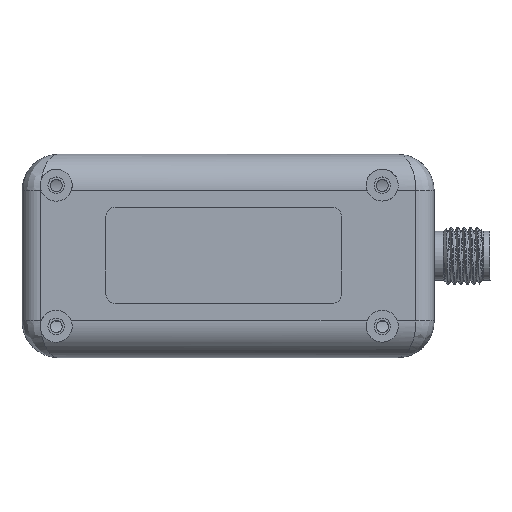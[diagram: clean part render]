
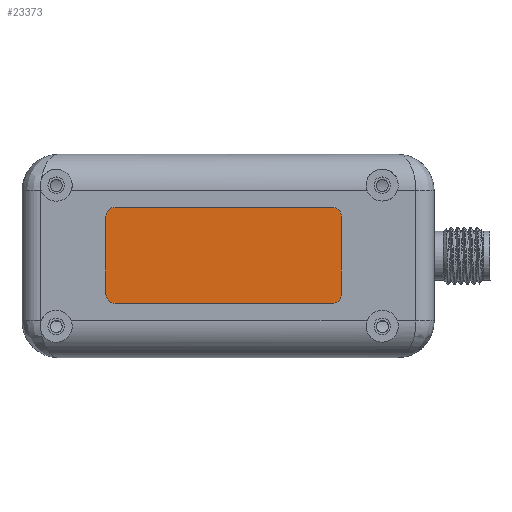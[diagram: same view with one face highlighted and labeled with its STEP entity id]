
A CAD part, top view. The second image highlights one B-rep face of the part: STEP entity #23373.
In plain terms, the highlighted planar face has unit normal (0, 0, 1).
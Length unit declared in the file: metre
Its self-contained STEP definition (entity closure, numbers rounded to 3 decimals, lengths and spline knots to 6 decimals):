
#23373 = ADVANCED_FACE( '', ( #48616 ), #48617, .T. );
#48616 = FACE_OUTER_BOUND( '', #80965, .T. );
#48617 = PLANE( '', #80966 );
#80965 = EDGE_LOOP( '', ( #124381, #124382, #124383, #124384, #124385, #124386, #124387, #124388 ) );
#80966 = AXIS2_PLACEMENT_3D( '', #124389, #124390, #124391 );
#124381 = ORIENTED_EDGE( '', *, *, #163540, .F. );
#124382 = ORIENTED_EDGE( '', *, *, #163541, .T. );
#124383 = ORIENTED_EDGE( '', *, *, #163542, .F. );
#124384 = ORIENTED_EDGE( '', *, *, #160874, .T. );
#124385 = ORIENTED_EDGE( '', *, *, #163543, .T. );
#124386 = ORIENTED_EDGE( '', *, *, #160371, .T. );
#124387 = ORIENTED_EDGE( '', *, *, #162357, .T. );
#124388 = ORIENTED_EDGE( '', *, *, #163544, .T. );
#124389 = CARTESIAN_POINT( '', ( -0.016, 0., 0.0052 ) );
#124390 = DIRECTION( '', ( 0., 0., 1. ) );
#124391 = DIRECTION( '', ( 1., 0., 0. ) );
#160371 = EDGE_CURVE( '', #179758, #179756, #179759, .T. );
#160874 = EDGE_CURVE( '', #180523, #180521, #180524, .T. );
#162357 = EDGE_CURVE( '', #179756, #182664, #182666, .T. );
#163540 = EDGE_CURVE( '', #184285, #184286, #184287, .T. );
#163541 = EDGE_CURVE( '', #184285, #184288, #184289, .T. );
#163542 = EDGE_CURVE( '', #180523, #184288, #184290, .T. );
#163543 = EDGE_CURVE( '', #180521, #179758, #184291, .T. );
#163544 = EDGE_CURVE( '', #182664, #184286, #184292, .T. );
#179756 = VERTEX_POINT( '', #200973 );
#179758 = VERTEX_POINT( '', #200976 );
#179759 = CIRCLE( '', #200977, 0.001 );
#180521 = VERTEX_POINT( '', #202034 );
#180523 = VERTEX_POINT( '', #202037 );
#180524 = CIRCLE( '', #202038, 0.001 );
#182664 = VERTEX_POINT( '', #204952 );
#182666 = LINE( '', #204955, #204956 );
#184285 = VERTEX_POINT( '', #207184 );
#184286 = VERTEX_POINT( '', #207185 );
#184287 = LINE( '', #207186, #207187 );
#184288 = VERTEX_POINT( '', #207188 );
#184289 = CIRCLE( '', #207189, 0.001 );
#184290 = LINE( '', #207190, #207191 );
#184291 = LINE( '', #207192, #207193 );
#184292 = CIRCLE( '', #207194, 0.001 );
#200973 = CARTESIAN_POINT( '', ( -0.028334, -0.005189, 0.0052 ) );
#200976 = CARTESIAN_POINT( '', ( -0.029334, -0.004189, 0.0052 ) );
#200977 = AXIS2_PLACEMENT_3D( '', #222536, #222537, #222538 );
#202034 = CARTESIAN_POINT( '', ( -0.029334, 0.004311, 0.0052 ) );
#202037 = CARTESIAN_POINT( '', ( -0.028334, 0.005311, 0.0052 ) );
#202038 = AXIS2_PLACEMENT_3D( '', #223037, #223038, #223039 );
#204952 = CARTESIAN_POINT( '', ( -0.004634, -0.005189, 0.0052 ) );
#204955 = CARTESIAN_POINT( '', ( -0.016484, -0.005189, 0.0052 ) );
#204956 = VECTOR( '', #224622, 1. );
#207184 = CARTESIAN_POINT( '', ( -0.003634, 0.004311, 0.0052 ) );
#207185 = CARTESIAN_POINT( '', ( -0.003634, -0.004189, 0.0052 ) );
#207186 = CARTESIAN_POINT( '', ( -0.003634, 0.000061, 0.0052 ) );
#207187 = VECTOR( '', #225846, 1. );
#207188 = CARTESIAN_POINT( '', ( -0.004634, 0.005311, 0.0052 ) );
#207189 = AXIS2_PLACEMENT_3D( '', #225847, #225848, #225849 );
#207190 = CARTESIAN_POINT( '', ( -0.016484, 0.005311, 0.0052 ) );
#207191 = VECTOR( '', #225850, 1. );
#207192 = CARTESIAN_POINT( '', ( -0.029334, 0.000061, 0.0052 ) );
#207193 = VECTOR( '', #225851, 1. );
#207194 = AXIS2_PLACEMENT_3D( '', #225852, #225853, #225854 );
#222536 = CARTESIAN_POINT( '', ( -0.028334, -0.004189, 0.0052 ) );
#222537 = DIRECTION( '', ( 0., 0., 1. ) );
#222538 = DIRECTION( '', ( 1., 0., 0. ) );
#223037 = CARTESIAN_POINT( '', ( -0.028334, 0.004311, 0.0052 ) );
#223038 = DIRECTION( '', ( 0., 0., 1. ) );
#223039 = DIRECTION( '', ( 1., 0., 0. ) );
#224622 = DIRECTION( '', ( 1., 0., 0. ) );
#225846 = DIRECTION( '', ( 0., -1., 0. ) );
#225847 = CARTESIAN_POINT( '', ( -0.004634, 0.004311, 0.0052 ) );
#225848 = DIRECTION( '', ( 0., 0., 1. ) );
#225849 = DIRECTION( '', ( 1., 0., 0. ) );
#225850 = DIRECTION( '', ( 1., 0., 0. ) );
#225851 = DIRECTION( '', ( 0., -1., 0. ) );
#225852 = CARTESIAN_POINT( '', ( -0.004634, -0.004189, 0.0052 ) );
#225853 = DIRECTION( '', ( 0., 0., 1. ) );
#225854 = DIRECTION( '', ( 1., 0., 0. ) );
